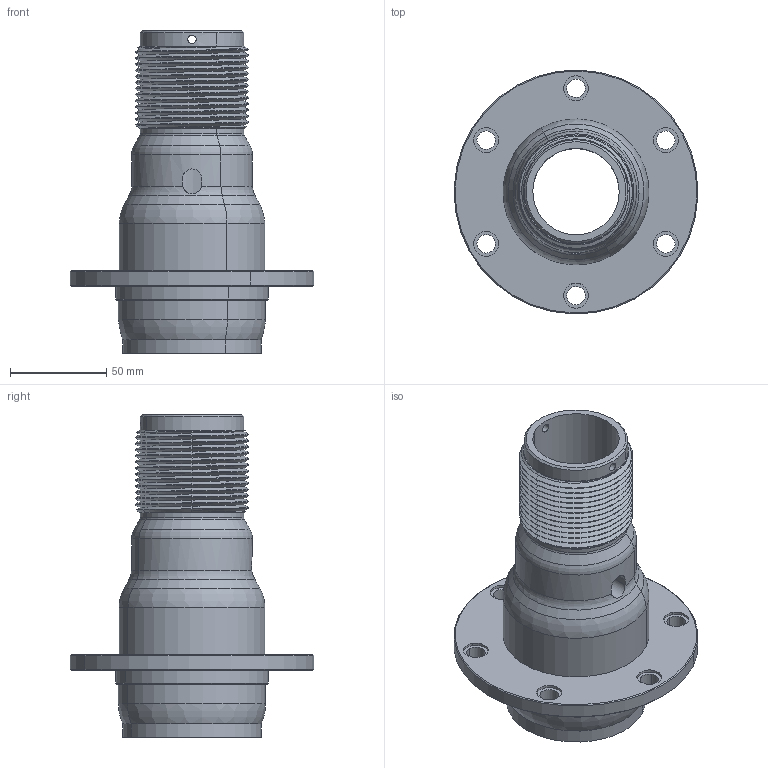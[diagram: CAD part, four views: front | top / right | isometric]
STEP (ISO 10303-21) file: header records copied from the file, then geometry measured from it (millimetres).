
FILE_DESCRIPTION(('CATIA V5 STEP Exchange','CAx-IF Rec.Pracs.--- Model Styling and Organization---1.2---2011-12-15'),'2;1');
FILE_NAME('fusee Cobra EVO 2024.stp','2024-09-18T13:41:40+00:00',('none'),('none'),'CATIA Version 5-6 Release 2014','CATIA V5 STEP AP214 Edition 3','none');
FILE_SCHEMA(('AUTOMOTIVE_DESIGN { 1 0 10303 214 3 1 1 1 }'));
Length unit declared in the file: millimetre
Products named in the file (1): fusee Cobra EVO 2024
Bounding box: 126.96 x 126.96 x 168 mm (x, y, z)
Volume: 281695.2 mm3; surface area: 90804.5 mm2
Topology: 1 solids, 1 shells, 187 faces, 459 edges, 290 vertices
Faces by surface type: cylinder 80, bspline 55, cone 23, plane 19, torus 10
Entity records: 7642 total; most frequent: CARTESIAN_POINT 4010, ORIENTED_EDGE 916, EDGE_CURVE 458, DIRECTION 385, VERTEX_POINT 285, EDGE_LOOP 220, B_SPLINE_CURVE_WITH_KNOTS 212, AXIS2_PLACEMENT_3D 207
